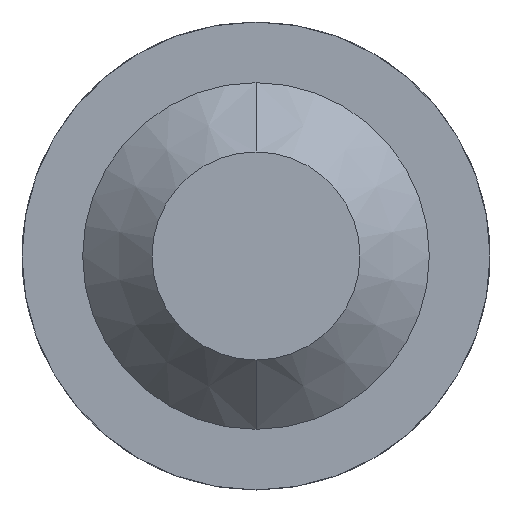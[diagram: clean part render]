
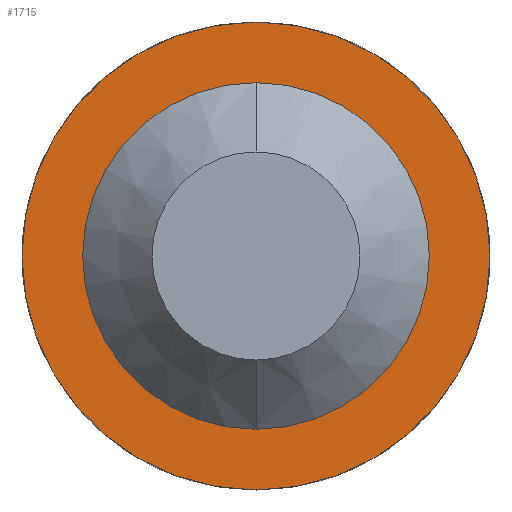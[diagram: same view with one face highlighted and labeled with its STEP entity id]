
A CAD part, front view. The second image highlights one B-rep face of the part: STEP entity #1715.
In plain terms, the highlighted planar face has unit normal (0, -1, 0).
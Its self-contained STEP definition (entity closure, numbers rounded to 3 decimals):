
#23 = CIRCLE ( 'NONE', #930, 0.675 ) ;
#38 = DIRECTION ( 'NONE',  ( 0., 0., -1. ) ) ;
#286 = VERTEX_POINT ( 'NONE', #2599 ) ;
#307 = CARTESIAN_POINT ( 'NONE',  ( 0., 12., 0. ) ) ;
#372 = DIRECTION ( 'NONE',  ( 0., -1., 0. ) ) ;
#643 = PLANE ( 'NONE',  #725 ) ;
#725 = AXIS2_PLACEMENT_3D ( 'NONE', #1342, #3789, #3519 ) ;
#793 = CIRCLE ( 'NONE', #3644, 0.5 ) ;
#806 = EDGE_CURVE ( 'Defeature ausgef�hrt2_2+Defeature ausgef�hrt2_4+Defeature ausgef�hrt2_4+Defeature ausgef�hrt2_4', #1324, #2147, #793, .T. ) ;
#930 = AXIS2_PLACEMENT_3D ( 'NONE', #307, #4082, #38 ) ;
#944 = DIRECTION ( 'NONE',  ( 0., 0., -1. ) ) ;
#1007 = EDGE_CURVE ( 'Defeature ausgef�hrt2_4+Defeature ausgef�hrt2_5+Defeature ausgef�hrt2_5+Defeature ausgef�hrt2_5', #1157, #286, #23, .T. ) ;
#1034 = DIRECTION ( 'NONE',  ( 0., 0., -1. ) ) ;
#1080 = DIRECTION ( 'NONE',  ( 0., -1., 0. ) ) ;
#1130 = CARTESIAN_POINT ( 'NONE',  ( 0., 12., -0.675 ) ) ;
#1157 = VERTEX_POINT ( 'NONE', #1130 ) ;
#1176 = ORIENTED_EDGE ( 'NONE', *, *, #2346, .T. ) ;
#1324 = VERTEX_POINT ( 'NONE', #3479 ) ;
#1335 = CARTESIAN_POINT ( 'NONE',  ( 0., 12., 0. ) ) ;
#1342 = CARTESIAN_POINT ( 'NONE',  ( 0.5, 12., 0. ) ) ;
#1715 = ADVANCED_FACE ( 'Defeature ausgef�hrt2_4', ( #1940, #3864 ), #643, .T. ) ;
#1813 = ORIENTED_EDGE ( 'NONE', *, *, #2065, .F. ) ;
#1861 = EDGE_LOOP ( 'NONE', ( #1813, #2379 ) ) ;
#1917 = CIRCLE ( 'NONE', #3315, 0.5 ) ;
#1940 = FACE_OUTER_BOUND ( 'NONE', #2766, .T. ) ;
#2065 = EDGE_CURVE ( 'Defeature ausgef�hrt2_2+Defeature ausgef�hrt2_4+Defeature ausgef�hrt2_4+Defeature ausgef�hrt2_4', #2147, #1324, #1917, .T. ) ;
#2147 = VERTEX_POINT ( 'NONE', #2519 ) ;
#2346 = EDGE_CURVE ( 'Defeature ausgef�hrt2_4+Defeature ausgef�hrt2_5+Defeature ausgef�hrt2_5+Defeature ausgef�hrt2_5', #286, #1157, #2710, .T. ) ;
#2379 = ORIENTED_EDGE ( 'NONE', *, *, #806, .F. ) ;
#2519 = CARTESIAN_POINT ( 'NONE',  ( 0., 12., -0.5 ) ) ;
#2578 = AXIS2_PLACEMENT_3D ( 'NONE', #2719, #2759, #3077 ) ;
#2599 = CARTESIAN_POINT ( 'NONE',  ( 0., 12., 0.675 ) ) ;
#2710 = CIRCLE ( 'NONE', #2578, 0.675 ) ;
#2719 = CARTESIAN_POINT ( 'NONE',  ( 0., 12., 0. ) ) ;
#2759 = DIRECTION ( 'NONE',  ( 0., -1., 0. ) ) ;
#2766 = EDGE_LOOP ( 'NONE', ( #3540, #1176 ) ) ;
#3077 = DIRECTION ( 'NONE',  ( 0., 0., -1. ) ) ;
#3231 = CARTESIAN_POINT ( 'NONE',  ( 0., 12., 0. ) ) ;
#3315 = AXIS2_PLACEMENT_3D ( 'NONE', #3231, #372, #944 ) ;
#3479 = CARTESIAN_POINT ( 'NONE',  ( 0., 12., 0.5 ) ) ;
#3519 = DIRECTION ( 'NONE',  ( 0., 0., -1. ) ) ;
#3540 = ORIENTED_EDGE ( 'NONE', *, *, #1007, .T. ) ;
#3644 = AXIS2_PLACEMENT_3D ( 'NONE', #1335, #1080, #1034 ) ;
#3789 = DIRECTION ( 'NONE',  ( 0., -1., 0. ) ) ;
#3864 = FACE_BOUND ( 'NONE', #1861, .T. ) ;
#4082 = DIRECTION ( 'NONE',  ( 0., -1., 0. ) ) ;
